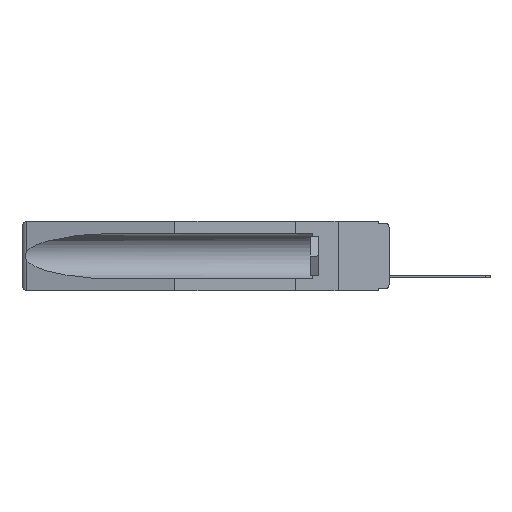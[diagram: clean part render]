
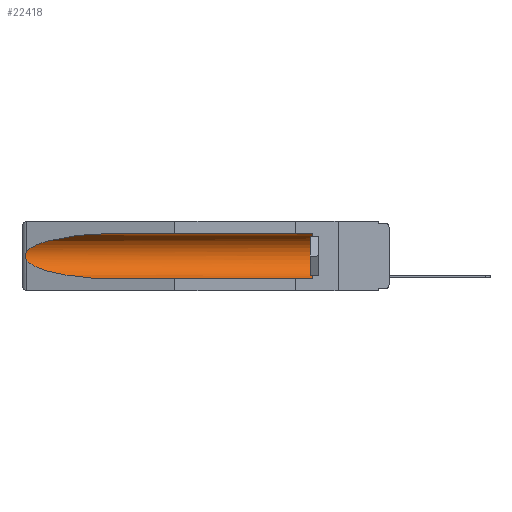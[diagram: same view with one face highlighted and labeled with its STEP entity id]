
A CAD part, left-side view. The second image highlights one B-rep face of the part: STEP entity #22418.
In plain terms, the highlighted cylindrical face has radius 2.857 mm (diameter 5.715 mm), a partial arc.
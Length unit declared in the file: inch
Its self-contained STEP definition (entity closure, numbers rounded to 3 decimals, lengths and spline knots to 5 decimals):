
#349 = CARTESIAN_POINT ( 'NONE',  ( 0.155, 0.126, -0.059 ) ) ;
#793 = DIRECTION ( 'NONE',  ( 0., 1., 0. ) ) ;
#925 = ORIENTED_EDGE ( 'NONE', *, *, #16941, .T. ) ;
#932 = CARTESIAN_POINT ( 'NONE',  ( 0.25451, 1.48313, -0.24835 ) ) ;
#1159 = CARTESIAN_POINT ( 'NONE',  ( 0.2673, 1.5327, -0.16383 ) ) ;
#1233 = CARTESIAN_POINT ( 'NONE',  ( 0.26654, 1.53092, -0.15636 ) ) ;
#1540 = CIRCLE ( 'NONE', #19278, 0.1125 ) ;
#1677 = EDGE_CURVE ( 'NONE', #23162, #6898, #4023, .T. ) ;
#3397 = VECTOR ( 'NONE', #19734, 39.37008 ) ;
#3464 =( BOUNDED_CURVE ( )  B_SPLINE_CURVE ( 3, ( #17739, #932, #6517, #12250 ),
 .UNSPECIFIED., .F., .F. ) 
 B_SPLINE_CURVE_WITH_KNOTS ( ( 4, 4 ),
 ( 0.1948, 1.5708 ),
 .UNSPECIFIED. ) 
 CURVE ( )  GEOMETRIC_REPRESENTATION_ITEM ( )  RATIONAL_B_SPLINE_CURVE ( ( 1., 0.848, 0.848, 1. ) ) 
 REPRESENTATION_ITEM ( '' )  );
#4023 = LINE ( 'NONE', #21494, #24132 ) ;
#4825 = VERTEX_POINT ( 'NONE', #11253 ) ;
#4832 = CARTESIAN_POINT ( 'NONE',  ( 0.2675, 1.53308, -0.17534 ) ) ;
#5447 = CARTESIAN_POINT ( 'NONE',  ( 0.155, 1.07973, -0.059 ) ) ;
#5929 = ORIENTED_EDGE ( 'NONE', *, *, #1677, .T. ) ;
#6517 = CARTESIAN_POINT ( 'NONE',  ( 0.21114, 1.30732, -0.284 ) ) ;
#6827 = CARTESIAN_POINT ( 'NONE',  ( 0.2675, 1.53308, -0.16763 ) ) ;
#6898 = VERTEX_POINT ( 'NONE', #16931 ) ;
#7183 = CARTESIAN_POINT ( 'NONE',  ( 0.25451, 1.48313, -0.09465 ) ) ;
#7424 = CARTESIAN_POINT ( 'NONE',  ( 0.26537, 1.52718, -0.14972 ) ) ;
#7437 = EDGE_CURVE ( 'NONE', #4825, #23162, #1540, .T. ) ;
#8706 = AXIS2_PLACEMENT_3D ( 'NONE', #16777, #24246, #20408 ) ;
#8975 = EDGE_CURVE ( 'NONE', #23417, #19831, #12207, .T. ) ;
#10182 = CARTESIAN_POINT ( 'NONE',  ( 0.155, -0.30754, -0.284 ) ) ;
#11002 = CARTESIAN_POINT ( 'NONE',  ( 0.155, 0.126, -0.1715 ) ) ;
#11253 = CARTESIAN_POINT ( 'NONE',  ( 0.155, 0.126, -0.284 ) ) ;
#11361 = CARTESIAN_POINT ( 'NONE',  ( 0.26537, 1.52718, -0.19328 ) ) ;
#11888 = FACE_OUTER_BOUND ( 'NONE', #18630, .T. ) ;
#11988 = ORIENTED_EDGE ( 'NONE', *, *, #8975, .T. ) ;
#12207 = B_SPLINE_CURVE_WITH_KNOTS ( 'NONE', 3,
 ( #22021, #14437, #1233, #1159, #6827, #4832, #23931, #16286, #12626, #23761 ),
 .UNSPECIFIED., .F., .F.,
 ( 4, 2, 2, 2, 4 ),
 ( 0., 0.00029, 0.00058, 0.00087, 0.00117 ),
 .UNSPECIFIED. ) ;
#12250 = CARTESIAN_POINT ( 'NONE',  ( 0.155, 1.07973, -0.284 ) ) ;
#12346 = VERTEX_POINT ( 'NONE', #15600 ) ;
#12626 = CARTESIAN_POINT ( 'NONE',  ( 0.26597, 1.5296, -0.19026 ) ) ;
#12658 = DIRECTION ( 'NONE',  ( 0., 0., 1. ) ) ;
#12736 = DIRECTION ( 'NONE',  ( 0., -1., 0. ) ) ;
#14437 = CARTESIAN_POINT ( 'NONE',  ( 0.26597, 1.52961, -0.15275 ) ) ;
#15600 = CARTESIAN_POINT ( 'NONE',  ( 0.155, 1.07973, -0.284 ) ) ;
#16286 = CARTESIAN_POINT ( 'NONE',  ( 0.26655, 1.53094, -0.18657 ) ) ;
#16777 = CARTESIAN_POINT ( 'NONE',  ( 0.155, -0.30754, -0.1715 ) ) ;
#16931 = CARTESIAN_POINT ( 'NONE',  ( 0.155, 1.07973, -0.059 ) ) ;
#16941 = EDGE_CURVE ( 'NONE', #19831, #12346, #3464, .T. ) ;
#17739 = CARTESIAN_POINT ( 'NONE',  ( 0.26537, 1.52718, -0.19328 ) ) ;
#17827 = CARTESIAN_POINT ( 'NONE',  ( 0.26537, 1.52718, -0.14972 ) ) ;
#18520 = CARTESIAN_POINT ( 'NONE',  ( 0.21114, 1.30732, -0.059 ) ) ;
#18630 = EDGE_LOOP ( 'NONE', ( #19399, #11988, #925, #18847, #18899, #5929 ) ) ;
#18847 = ORIENTED_EDGE ( 'NONE', *, *, #19038, .F. ) ;
#18899 = ORIENTED_EDGE ( 'NONE', *, *, #7437, .T. ) ;
#19038 = EDGE_CURVE ( 'NONE', #4825, #12346, #19656, .T. ) ;
#19278 = AXIS2_PLACEMENT_3D ( 'NONE', #11002, #12736, #12658 ) ;
#19399 = ORIENTED_EDGE ( 'NONE', *, *, #23059, .T. ) ;
#19656 = LINE ( 'NONE', #10182, #3397 ) ;
#19734 = DIRECTION ( 'NONE',  ( 0., 1., 0. ) ) ;
#19831 = VERTEX_POINT ( 'NONE', #11361 ) ;
#20408 = DIRECTION ( 'NONE',  ( 0., 0., 1. ) ) ;
#21494 = CARTESIAN_POINT ( 'NONE',  ( 0.155, -0.30754, -0.059 ) ) ;
#22021 = CARTESIAN_POINT ( 'NONE',  ( 0.26537, 1.52718, -0.14972 ) ) ;
#22418 = ADVANCED_FACE ( 'NONE', ( #11888 ), #22579, .F. ) ;
#22579 = CYLINDRICAL_SURFACE ( 'NONE', #8706, 0.1125 ) ;
#23059 = EDGE_CURVE ( 'NONE', #6898, #23417, #23611, .T. ) ;
#23162 = VERTEX_POINT ( 'NONE', #349 ) ;
#23417 = VERTEX_POINT ( 'NONE', #17827 ) ;
#23611 =( BOUNDED_CURVE ( )  B_SPLINE_CURVE ( 3, ( #5447, #18520, #7183, #7424 ),
 .UNSPECIFIED., .F., .T. ) 
 B_SPLINE_CURVE_WITH_KNOTS ( ( 4, 4 ),
 ( 4.71239, 6.08839 ),
 .UNSPECIFIED. ) 
 CURVE ( )  GEOMETRIC_REPRESENTATION_ITEM ( )  RATIONAL_B_SPLINE_CURVE ( ( 1., 0.848, 0.848, 1. ) ) 
 REPRESENTATION_ITEM ( '' )  );
#23761 = CARTESIAN_POINT ( 'NONE',  ( 0.26537, 1.52718, -0.19328 ) ) ;
#23931 = CARTESIAN_POINT ( 'NONE',  ( 0.2673, 1.53269, -0.17917 ) ) ;
#24132 = VECTOR ( 'NONE', #793, 39.37008 ) ;
#24246 = DIRECTION ( 'NONE',  ( 0., 1., 0. ) ) ;
